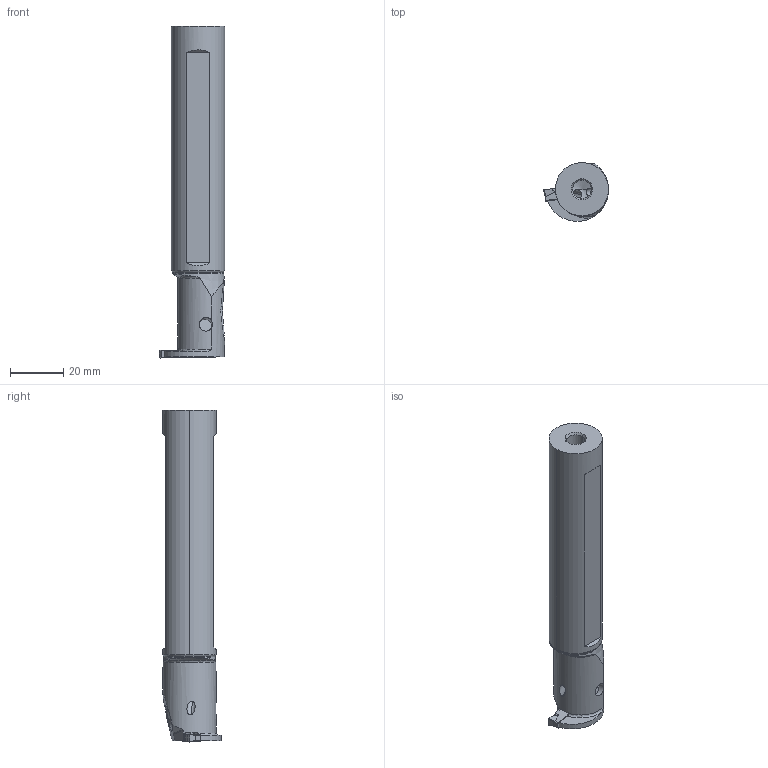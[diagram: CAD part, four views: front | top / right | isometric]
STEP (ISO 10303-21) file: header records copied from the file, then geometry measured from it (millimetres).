
FILE_DESCRIPTION(/* description */ (''),/* implementation_level */ '2;1');
FILE_NAME(/* name */ 'GYAR20K90A-F06_CW3_00_MR0_2.stp',/* time_stamp */ '2023-03-20T14:53:28+09:00',/* author */ (''),/* organization */ (''),/* preprocessor_version */ 'ST-DEVELOPER v16',/* originating_system */ 'SIEMENS PLM Software NX 10.0',/* authorisation */ '');
FILE_SCHEMA (('AUTOMOTIVE_DESIGN { 1 0 10303 214 3 1 1 1 }'));
Length unit declared in the file: millimetre
Products named in the file (1): GYAR20K90A-F06_CW3_00_MR0_2_ASM
Bounding box: 24.5 x 21.88 x 125 mm (x, y, z)
Volume: 32200.2 mm3; surface area: 11485.8 mm2
Topology: 2 solids, 2 shells, 134 faces, 430 edges, 326 vertices
Faces by surface type: plane 50, cylinder 46, cone 16, bspline 7, torus 7, extrusion 6, sphere 2
Entity records: 6162 total; most frequent: CARTESIAN_POINT 2432, ORIENTED_EDGE 796, DIRECTION 665, EDGE_CURVE 398, VERTEX_POINT 269, AXIS2_PLACEMENT_3D 247, VECTOR 171, LINE 165
